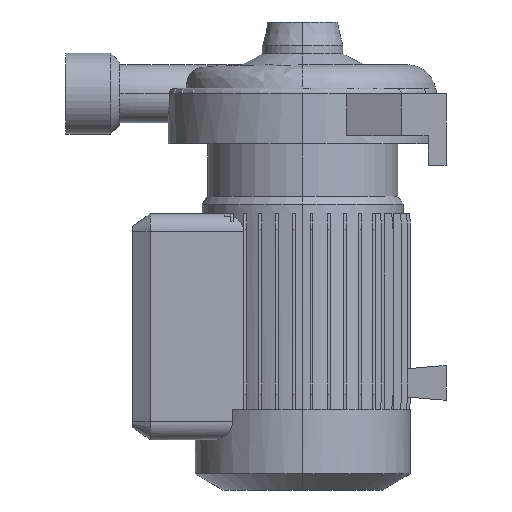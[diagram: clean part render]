
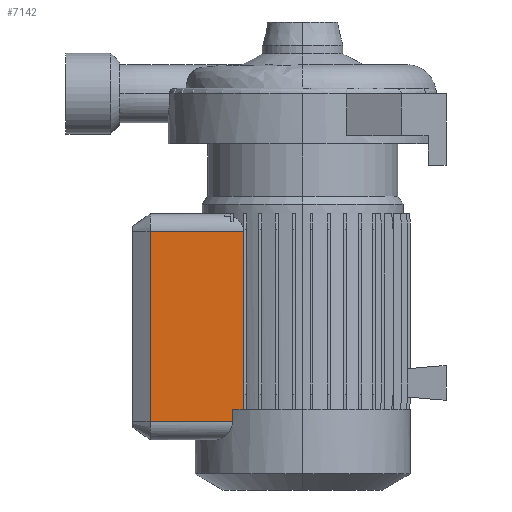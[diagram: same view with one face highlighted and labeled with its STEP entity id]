
A CAD part, left-side view. The second image highlights one B-rep face of the part: STEP entity #7142.
In plain terms, the highlighted planar face has unit normal (-1, 0, 0).
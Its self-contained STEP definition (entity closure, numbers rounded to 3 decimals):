
#1 = DIRECTION ( 'NONE',  ( 0., 0., 1. ) ) ;
#24 = EDGE_CURVE ( 'NONE', #3171, #4668, #652, .T. ) ;
#288 = ORIENTED_EDGE ( 'NONE', *, *, #6037, .T. ) ;
#334 = EDGE_CURVE ( 'NONE', #412, #7591, #3044, .T. ) ;
#380 = ORIENTED_EDGE ( 'NONE', *, *, #953, .T. ) ;
#412 = VERTEX_POINT ( 'NONE', #5494 ) ;
#485 = CARTESIAN_POINT ( 'NONE',  ( -45.5, 95., -183. ) ) ;
#531 = VECTOR ( 'NONE', #8633, 1000. ) ;
#628 = DIRECTION ( 'NONE',  ( 0., 0., -1. ) ) ;
#652 = LINE ( 'NONE', #7026, #9925 ) ;
#747 = AXIS2_PLACEMENT_3D ( 'NONE', #485, #4452, #628 ) ;
#953 = EDGE_CURVE ( 'NONE', #8418, #8233, #4446, .T. ) ;
#1456 = CARTESIAN_POINT ( 'NONE',  ( -45.5, 32.822, 40. ) ) ;
#1909 = EDGE_CURVE ( 'NONE', #8233, #412, #6378, .T. ) ;
#2139 = DIRECTION ( 'NONE',  ( 0., -1., 0. ) ) ;
#2186 = EDGE_CURVE ( 'NONE', #7591, #4668, #6266, .T. ) ;
#2354 = CARTESIAN_POINT ( 'NONE',  ( -45.5, 39.112, -183. ) ) ;
#3025 = VECTOR ( 'NONE', #4686, 1000. ) ;
#3044 = LINE ( 'NONE', #5462, #531 ) ;
#3171 = VERTEX_POINT ( 'NONE', #4146 ) ;
#3520 = ORIENTED_EDGE ( 'NONE', *, *, #24, .F. ) ;
#3617 = DIRECTION ( 'NONE',  ( 0., 0., -1. ) ) ;
#3764 = PLANE ( 'NONE',  #747 ) ;
#3829 = DIRECTION ( 'NONE',  ( 0., -1., 0. ) ) ;
#4146 = CARTESIAN_POINT ( 'NONE',  ( -45.5, 85., -77. ) ) ;
#4350 = VECTOR ( 'NONE', #2139, 1000. ) ;
#4440 = CARTESIAN_POINT ( 'NONE',  ( -45.5, 32.822, -176. ) ) ;
#4446 = LINE ( 'NONE', #6161, #4350 ) ;
#4452 = DIRECTION ( 'NONE',  ( 1., 0., 0. ) ) ;
#4542 = EDGE_LOOP ( 'NONE', ( #3520, #288, #380, #5113, #5875, #9865 ) ) ;
#4668 = VERTEX_POINT ( 'NONE', #7485 ) ;
#4686 = DIRECTION ( 'NONE',  ( 0., 0., 1. ) ) ;
#4754 = CARTESIAN_POINT ( 'NONE',  ( -45.5, 39.112, 40. ) ) ;
#5113 = ORIENTED_EDGE ( 'NONE', *, *, #1909, .T. ) ;
#5384 = FACE_OUTER_BOUND ( 'NONE', #4542, .T. ) ;
#5462 = CARTESIAN_POINT ( 'NONE',  ( -45.5, 56.103, -176. ) ) ;
#5494 = CARTESIAN_POINT ( 'NONE',  ( -45.5, 39.112, -176. ) ) ;
#5875 = ORIENTED_EDGE ( 'NONE', *, *, #334, .T. ) ;
#6037 = EDGE_CURVE ( 'NONE', #3171, #8418, #9148, .T. ) ;
#6161 = CARTESIAN_POINT ( 'NONE',  ( -45.5, 95., -183. ) ) ;
#6266 = LINE ( 'NONE', #1456, #3025 ) ;
#6378 = LINE ( 'NONE', #4754, #8687 ) ;
#6641 = CARTESIAN_POINT ( 'NONE',  ( -45.5, 85., -183. ) ) ;
#7026 = CARTESIAN_POINT ( 'NONE',  ( -45.5, 95., -77. ) ) ;
#7142 = ADVANCED_FACE ( 'NONE', ( #5384 ), #3764, .F. ) ;
#7485 = CARTESIAN_POINT ( 'NONE',  ( -45.5, 32.822, -77. ) ) ;
#7591 = VERTEX_POINT ( 'NONE', #4440 ) ;
#8233 = VERTEX_POINT ( 'NONE', #2354 ) ;
#8418 = VERTEX_POINT ( 'NONE', #6641 ) ;
#8633 = DIRECTION ( 'NONE',  ( 0., -1., 0. ) ) ;
#8687 = VECTOR ( 'NONE', #1, 1000. ) ;
#9103 = VECTOR ( 'NONE', #3617, 1000. ) ;
#9148 = LINE ( 'NONE', #10171, #9103 ) ;
#9865 = ORIENTED_EDGE ( 'NONE', *, *, #2186, .T. ) ;
#9925 = VECTOR ( 'NONE', #3829, 1000. ) ;
#10171 = CARTESIAN_POINT ( 'NONE',  ( -45.5, 85., -183. ) ) ;
